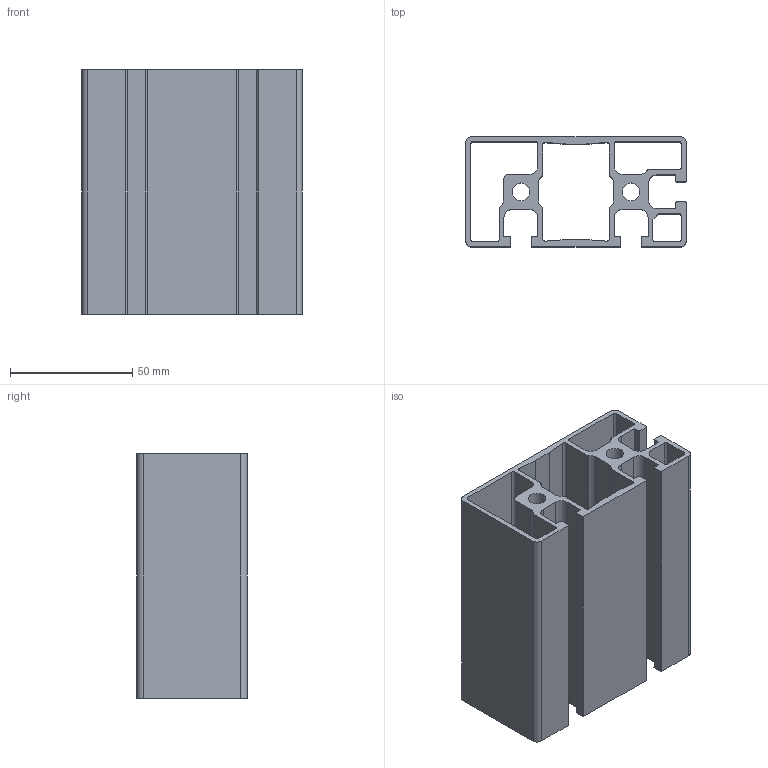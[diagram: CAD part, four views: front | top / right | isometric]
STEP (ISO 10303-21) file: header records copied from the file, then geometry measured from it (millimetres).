
FILE_DESCRIPTION(/* description */ (''),/* implementation_level */ '2;1');
FILE_NAME(/* name */ 'BPRDD0000182.stp',/* time_stamp */ '2017-07-13T11:01:35+02:00',/* author */ ('fzagni'),/* organization */ (''),/* preprocessor_version */ 'ST-DEVELOPER v16.1',/* originating_system */ 'Autodesk Inventor 2016',/* authorisation */ '');
FILE_SCHEMA (('AUTOMOTIVE_DESIGN { 1 0 10303 214 3 1 1 }'));
Length unit declared in the file: millimetre
Products named in the file (1): BPRDD0000181
Bounding box: 90 x 45 x 100 mm (x, y, z)
Volume: 112727.7 mm3; surface area: 83728 mm2
Topology: 1 solids, 1 shells, 112 faces, 330 edges, 220 vertices
Faces by surface type: plane 59, cylinder 53
Full cylindrical faces by diameter (mm): 7.2 x2
Entity records: 3798 total; most frequent: CARTESIAN_POINT 661, DIRECTION 660, ORIENTED_EDGE 656, EDGE_CURVE 328, LINE 222, VECTOR 222, VERTEX_POINT 220, AXIS2_PLACEMENT_3D 219
